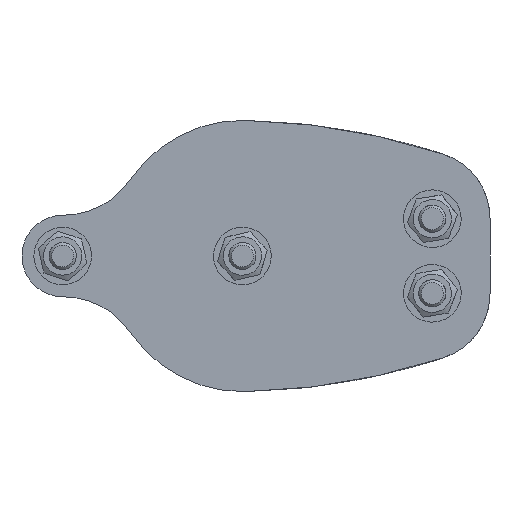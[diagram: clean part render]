
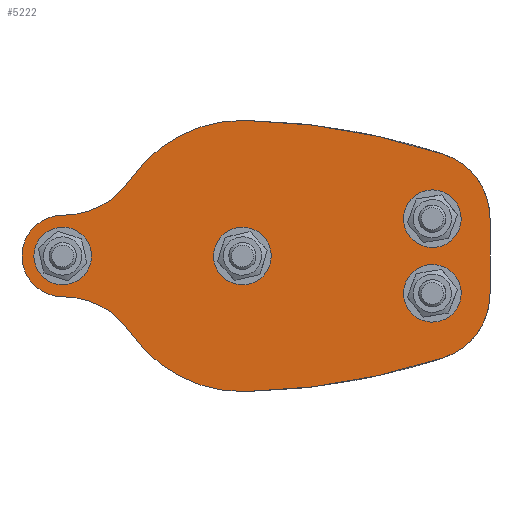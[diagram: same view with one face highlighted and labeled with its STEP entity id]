
A CAD part, front view. The second image highlights one B-rep face of the part: STEP entity #5222.
In plain terms, the highlighted planar face has unit normal (0, -1, 0).
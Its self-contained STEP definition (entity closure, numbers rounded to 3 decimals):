
#399=FACE_BOUND('',#1546,.T.);
#400=FACE_BOUND('',#1547,.T.);
#401=FACE_BOUND('',#1548,.T.);
#402=FACE_BOUND('',#1549,.T.);
#469=PLANE('',#5781);
#671=LINE('',#8983,#865);
#865=VECTOR('',#6732,10.);
#1162=FACE_OUTER_BOUND('',#1545,.T.);
#1545=EDGE_LOOP('',(#3942,#3943,#3944,#3945,#3946,#3947,#3948,#3949,#3950,
#3951));
#1546=EDGE_LOOP('',(#3952));
#1547=EDGE_LOOP('',(#3953));
#1548=EDGE_LOOP('',(#3954));
#1549=EDGE_LOOP('',(#3955));
#1940=CIRCLE('',#5638,20.);
#1944=CIRCLE('',#5643,200.);
#1997=CIRCLE('',#5718,200.);
#2000=CIRCLE('',#5722,20.);
#2017=CIRCLE('',#5756,5.1);
#2018=CIRCLE('',#5758,4.1);
#2019=CIRCLE('',#5760,5.1);
#2021=CIRCLE('',#5764,5.1);
#2023=CIRCLE('',#5768,24.);
#2025=CIRCLE('',#5771,40.);
#2027=CIRCLE('',#5774,12.);
#2029=CIRCLE('',#5777,24.);
#2031=CIRCLE('',#5780,40.);
#2376=VERTEX_POINT('',#8340);
#2377=VERTEX_POINT('',#8342);
#2383=VERTEX_POINT('',#8373);
#2431=VERTEX_POINT('',#8722);
#2432=VERTEX_POINT('',#8724);
#2437=VERTEX_POINT('',#8753);
#2452=VERTEX_POINT('',#8813);
#2454=VERTEX_POINT('',#8892);
#2455=VERTEX_POINT('',#8896);
#2457=VERTEX_POINT('',#8904);
#2461=VERTEX_POINT('',#8988);
#2462=VERTEX_POINT('',#8990);
#2464=VERTEX_POINT('',#8999);
#2466=VERTEX_POINT('',#9005);
#2926=EDGE_CURVE('',#2376,#2377,#1940,.T.);
#2934=EDGE_CURVE('',#2383,#2376,#1944,.T.);
#3010=EDGE_CURVE('',#2431,#2432,#1997,.T.);
#3017=EDGE_CURVE('',#2437,#2431,#2000,.T.);
#3044=EDGE_CURVE('',#2452,#2452,#2017,.T.);
#3047=EDGE_CURVE('',#2454,#2454,#2018,.T.);
#3049=EDGE_CURVE('',#2455,#2455,#2019,.T.);
#3053=EDGE_CURVE('',#2457,#2457,#2021,.T.);
#3056=EDGE_CURVE('',#2437,#2377,#671,.T.);
#3059=EDGE_CURVE('',#2461,#2462,#2023,.T.);
#3062=EDGE_CURVE('',#2462,#2383,#2025,.T.);
#3065=EDGE_CURVE('',#2464,#2461,#2027,.T.);
#3068=EDGE_CURVE('',#2466,#2464,#2029,.T.);
#3070=EDGE_CURVE('',#2432,#2466,#2031,.T.);
#3942=ORIENTED_EDGE('',*,*,#3056,.T.);
#3943=ORIENTED_EDGE('',*,*,#2926,.F.);
#3944=ORIENTED_EDGE('',*,*,#2934,.F.);
#3945=ORIENTED_EDGE('',*,*,#3062,.F.);
#3946=ORIENTED_EDGE('',*,*,#3059,.F.);
#3947=ORIENTED_EDGE('',*,*,#3065,.F.);
#3948=ORIENTED_EDGE('',*,*,#3068,.F.);
#3949=ORIENTED_EDGE('',*,*,#3070,.F.);
#3950=ORIENTED_EDGE('',*,*,#3010,.F.);
#3951=ORIENTED_EDGE('',*,*,#3017,.F.);
#3952=ORIENTED_EDGE('',*,*,#3044,.T.);
#3953=ORIENTED_EDGE('',*,*,#3047,.T.);
#3954=ORIENTED_EDGE('',*,*,#3049,.T.);
#3955=ORIENTED_EDGE('',*,*,#3053,.T.);
#5222=ADVANCED_FACE('',(#1162,#399,#400,#401,#402),#469,.T.);
#5638=AXIS2_PLACEMENT_3D('',#8343,#6440,#6441);
#5643=AXIS2_PLACEMENT_3D('',#8375,#6453,#6454);
#5718=AXIS2_PLACEMENT_3D('',#8725,#6618,#6619);
#5722=AXIS2_PLACEMENT_3D('',#8755,#6629,#6630);
#5756=AXIS2_PLACEMENT_3D('',#8814,#6707,#6708);
#5758=AXIS2_PLACEMENT_3D('',#8893,#6712,#6713);
#5760=AXIS2_PLACEMENT_3D('',#8897,#6717,#6718);
#5764=AXIS2_PLACEMENT_3D('',#8905,#6727,#6728);
#5768=AXIS2_PLACEMENT_3D('',#8991,#6738,#6739);
#5771=AXIS2_PLACEMENT_3D('',#8995,#6745,#6746);
#5774=AXIS2_PLACEMENT_3D('',#9001,#6752,#6753);
#5777=AXIS2_PLACEMENT_3D('',#9007,#6759,#6760);
#5780=AXIS2_PLACEMENT_3D('',#9010,#6765,#6766);
#5781=AXIS2_PLACEMENT_3D('',#9011,#6767,#6768);
#6440=DIRECTION('center_axis',(0.,1.,0.));
#6441=DIRECTION('ref_axis',(-0.313,0.,-0.95));
#6453=DIRECTION('center_axis',(0.,1.,0.));
#6454=DIRECTION('ref_axis',(-0.021,0.,-1.));
#6618=DIRECTION('center_axis',(0.,1.,0.));
#6619=DIRECTION('ref_axis',(-0.313,0.,0.95));
#6629=DIRECTION('center_axis',(0.,1.,0.));
#6630=DIRECTION('ref_axis',(-1.,0.,0.));
#6707=DIRECTION('center_axis',(0.,1.,0.));
#6708=DIRECTION('ref_axis',(-1.,0.,0.));
#6712=DIRECTION('center_axis',(0.,1.,0.));
#6713=DIRECTION('ref_axis',(-1.,0.,0.));
#6717=DIRECTION('center_axis',(0.,1.,0.));
#6718=DIRECTION('ref_axis',(-1.,0.,0.));
#6727=DIRECTION('center_axis',(0.,1.,0.));
#6728=DIRECTION('ref_axis',(-1.,0.,0.));
#6732=DIRECTION('',(0.,0.,1.));
#6738=DIRECTION('center_axis',(0.,-1.,0.));
#6739=DIRECTION('ref_axis',(0.827,0.,-0.562));
#6745=DIRECTION('center_axis',(0.,1.,0.));
#6746=DIRECTION('ref_axis',(0.827,0.,-0.562));
#6752=DIRECTION('center_axis',(0.,1.,0.));
#6753=DIRECTION('ref_axis',(-0.002,0.,
1.));
#6759=DIRECTION('center_axis',(0.,-1.,0.));
#6760=DIRECTION('ref_axis',(-0.002,0.,
1.));
#6765=DIRECTION('center_axis',(0.,1.,0.));
#6766=DIRECTION('ref_axis',(-0.021,0.,1.));
#6767=DIRECTION('center_axis',(0.,-1.,0.));
#6768=DIRECTION('ref_axis',(0.,0.,-1.));
#8340=CARTESIAN_POINT('',(59.257,-13.5,29.996));
#8342=CARTESIAN_POINT('',(73.,-13.5,11.));
#8343=CARTESIAN_POINT('Origin',(53.,-13.5,11.));
#8373=CARTESIAN_POINT('',(0.827,-13.5,39.991));
#8375=CARTESIAN_POINT('Origin',(-3.309,-13.5,-159.966));
#8722=CARTESIAN_POINT('',(59.257,-13.5,-29.996));
#8724=CARTESIAN_POINT('',(0.827,-13.5,-39.991));
#8725=CARTESIAN_POINT('Origin',(-3.309,-13.5,159.966));
#8753=CARTESIAN_POINT('',(73.,-13.5,-11.));
#8755=CARTESIAN_POINT('Origin',(53.,-13.5,-11.));
#8813=CARTESIAN_POINT('',(61.1,-13.5,-11.));
#8814=CARTESIAN_POINT('Origin',(56.,-13.5,-11.));
#8892=CARTESIAN_POINT('',(-48.9,-13.5,0.));
#8893=CARTESIAN_POINT('Origin',(-53.,-13.5,0.));
#8896=CARTESIAN_POINT('',(5.1,-13.5,0.));
#8897=CARTESIAN_POINT('Origin',(0.,-13.5,0.));
#8904=CARTESIAN_POINT('',(61.1,-13.5,11.));
#8905=CARTESIAN_POINT('Origin',(56.,-13.5,11.));
#8983=CARTESIAN_POINT('',(73.,-13.5,0.));
#8988=CARTESIAN_POINT('',(-52.972,-13.5,12.));
#8990=CARTESIAN_POINT('',(-33.072,-13.5,22.5));
#8991=CARTESIAN_POINT('Origin',(-52.915,-13.5,36.));
#8995=CARTESIAN_POINT('Origin',(0.,-13.5,0.));
#8999=CARTESIAN_POINT('',(-52.972,-13.5,-12.));
#9001=CARTESIAN_POINT('Origin',(-53.,-13.5,0.));
#9005=CARTESIAN_POINT('',(-33.072,-13.5,-22.5));
#9007=CARTESIAN_POINT('Origin',(-52.915,-13.5,-36.));
#9010=CARTESIAN_POINT('Origin',(0.,-13.5,0.));
#9011=CARTESIAN_POINT('Origin',(-146.8,-13.5,0.));
